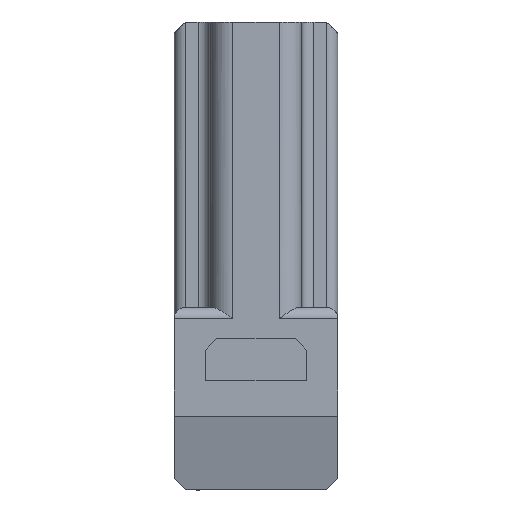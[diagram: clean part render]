
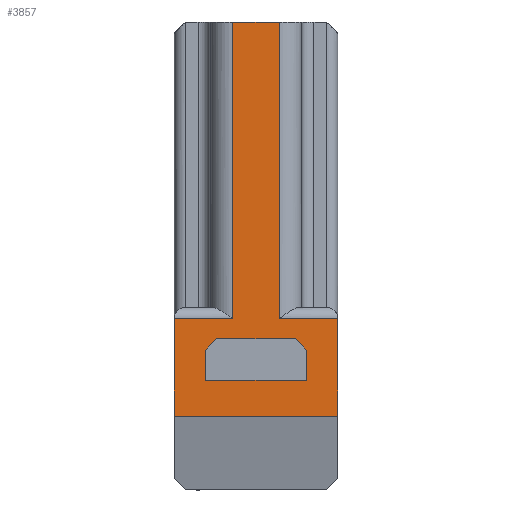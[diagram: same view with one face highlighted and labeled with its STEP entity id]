
A CAD part, front view. The second image highlights one B-rep face of the part: STEP entity #3857.
In plain terms, the highlighted planar face has unit normal (0, -1, 0).
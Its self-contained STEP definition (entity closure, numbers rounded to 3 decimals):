
#3857=ADVANCED_FACE('',(#4629,#4630),#4374,.T.);
#4374=PLANE('',#15258);
#4629=FACE_BOUND('',#5019,.T.);
#4630=FACE_BOUND('',#5020,.T.);
#5019=EDGE_LOOP('',(#6709,#6710,#6711,#6712,#6713,#6714));
#5020=EDGE_LOOP('',(#6715,#6716,#6717,#6718,#6719,#6720,#6721,#6722));
#6709=ORIENTED_EDGE('',*,*,#10317,.T.);
#6710=ORIENTED_EDGE('',*,*,#9659,.F.);
#6711=ORIENTED_EDGE('',*,*,#10318,.T.);
#6712=ORIENTED_EDGE('',*,*,#10283,.T.);
#6713=ORIENTED_EDGE('',*,*,#10272,.T.);
#6714=ORIENTED_EDGE('',*,*,#10276,.T.);
#6715=ORIENTED_EDGE('',*,*,#10315,.T.);
#6716=ORIENTED_EDGE('',*,*,#10314,.T.);
#6717=ORIENTED_EDGE('',*,*,#10319,.F.);
#6718=ORIENTED_EDGE('',*,*,#10320,.T.);
#6719=ORIENTED_EDGE('',*,*,#10240,.F.);
#6720=ORIENTED_EDGE('',*,*,#10213,.T.);
#6721=ORIENTED_EDGE('',*,*,#10216,.T.);
#6722=ORIENTED_EDGE('',*,*,#10321,.F.);
#8625=VERTEX_POINT('',#19241);
#8626=VERTEX_POINT('',#19243);
#9001=VERTEX_POINT('',#20502);
#9002=VERTEX_POINT('',#20515);
#9004=VERTEX_POINT('',#20521);
#9018=VERTEX_POINT('',#20592);
#9048=VERTEX_POINT('',#20655);
#9049=VERTEX_POINT('',#20656);
#9052=VERTEX_POINT('',#20664);
#9057=VERTEX_POINT('',#20678);
#9073=VERTEX_POINT('',#20748);
#9076=VERTEX_POINT('',#20774);
#9077=VERTEX_POINT('',#20778);
#9078=VERTEX_POINT('',#20784);
#9659=EDGE_CURVE('',#8625,#8626,#11928,.T.);
#10213=EDGE_CURVE('',#9001,#9002,#12381,.T.);
#10216=EDGE_CURVE('',#9002,#9004,#12383,.T.);
#10240=EDGE_CURVE('',#9001,#9018,#12404,.T.);
#10272=EDGE_CURVE('',#9048,#9049,#12430,.T.);
#10276=EDGE_CURVE('',#9049,#9052,#12434,.T.);
#10283=EDGE_CURVE('',#9057,#9048,#12441,.T.);
#10314=EDGE_CURVE('',#9076,#9073,#12465,.T.);
#10315=EDGE_CURVE('',#9077,#9076,#12466,.T.);
#10317=EDGE_CURVE('',#9052,#8626,#12467,.T.);
#10318=EDGE_CURVE('',#8625,#9057,#12468,.T.);
#10319=EDGE_CURVE('',#9078,#9073,#12469,.T.);
#10320=EDGE_CURVE('',#9078,#9018,#12470,.T.);
#10321=EDGE_CURVE('',#9077,#9004,#12471,.T.);
#11928=LINE('',#19242,#13148);
#12381=LINE('',#20516,#13601);
#12383=LINE('',#20522,#13603);
#12404=LINE('',#20591,#13624);
#12430=LINE('',#20654,#13650);
#12434=LINE('',#20663,#13654);
#12441=LINE('',#20677,#13661);
#12465=LINE('',#20775,#13685);
#12466=LINE('',#20777,#13686);
#12467=LINE('',#20781,#13687);
#12468=LINE('',#20782,#13688);
#12469=LINE('',#20783,#13689);
#12470=LINE('',#20785,#13690);
#12471=LINE('',#20786,#13691);
#13148=VECTOR('',#15993,1.);
#13601=VECTOR('',#17034,1.);
#13603=VECTOR('',#17040,1.);
#13624=VECTOR('',#17083,1.);
#13650=VECTOR('',#17123,1.);
#13654=VECTOR('',#17129,1.);
#13661=VECTOR('',#17140,1.);
#13685=VECTOR('',#17192,1.);
#13686=VECTOR('',#17195,1.);
#13687=VECTOR('',#17200,1.);
#13688=VECTOR('',#17201,1.);
#13689=VECTOR('',#17202,1.);
#13690=VECTOR('',#17203,1.);
#13691=VECTOR('',#17204,1.);
#15258=AXIS2_PLACEMENT_3D('',#20787,#17205,#17206);
#15993=DIRECTION('',(1.,0.,0.));
#17034=DIRECTION('',(-1.,0.,0.));
#17040=DIRECTION('',(0.,0.,1.));
#17083=DIRECTION('',(0.,0.,-1.));
#17123=DIRECTION('',(1.,0.,0.));
#17129=DIRECTION('',(0.707,0.,-0.707));
#17140=DIRECTION('',(0.707,0.,0.707));
#17192=DIRECTION('',(-1.,0.,0.));
#17195=DIRECTION('',(0.,0.,-1.));
#17200=DIRECTION('',(0.,0.,-1.));
#17201=DIRECTION('',(0.,0.,1.));
#17202=DIRECTION('',(0.,0.,1.));
#17203=DIRECTION('',(1.,0.,0.));
#17204=DIRECTION('',(1.,0.,0.));
#17205=DIRECTION('',(0.,-1.,0.));
#17206=DIRECTION('',(1.,0.,0.));
#19241=CARTESIAN_POINT('',(-4.5,-15.15,-15.));
#19242=CARTESIAN_POINT('',(-7.3,-15.15,-15.));
#19243=CARTESIAN_POINT('',(4.5,-15.15,-15.));
#20502=CARTESIAN_POINT('',(7.3,-15.15,-9.8));
#20515=CARTESIAN_POINT('',(2.072,-15.15,-9.8));
#20516=CARTESIAN_POINT('',(7.3,-15.15,-9.8));
#20521=CARTESIAN_POINT('',(2.072,-15.15,16.7));
#20522=CARTESIAN_POINT('',(2.072,-15.15,-9.8));
#20591=CARTESIAN_POINT('',(7.3,-15.15,-15.));
#20592=CARTESIAN_POINT('',(7.3,-15.15,-18.5));
#20654=CARTESIAN_POINT('',(-3.5,-15.15,-11.6));
#20655=CARTESIAN_POINT('',(-3.5,-15.15,-11.6));
#20656=CARTESIAN_POINT('',(3.5,-15.15,-11.6));
#20663=CARTESIAN_POINT('',(3.5,-15.15,-11.6));
#20664=CARTESIAN_POINT('',(4.5,-15.15,-12.6));
#20677=CARTESIAN_POINT('',(-4.5,-15.15,-12.6));
#20678=CARTESIAN_POINT('',(-4.5,-15.15,-12.6));
#20748=CARTESIAN_POINT('',(-7.3,-15.15,-9.8));
#20774=CARTESIAN_POINT('',(-2.072,-15.15,-9.8));
#20775=CARTESIAN_POINT('',(-2.072,-15.15,-9.8));
#20777=CARTESIAN_POINT('',(-2.072,-15.15,16.7));
#20778=CARTESIAN_POINT('',(-2.072,-15.15,16.7));
#20781=CARTESIAN_POINT('',(4.5,-15.15,-12.6));
#20782=CARTESIAN_POINT('',(-4.5,-15.15,-15.));
#20783=CARTESIAN_POINT('',(-7.3,-15.15,-15.));
#20784=CARTESIAN_POINT('',(-7.3,-15.15,-18.5));
#20785=CARTESIAN_POINT('',(-7.3,-15.15,-18.5));
#20786=CARTESIAN_POINT('',(-2.072,-15.15,16.7));
#20787=CARTESIAN_POINT('',(-7.3,-15.15,-15.));
